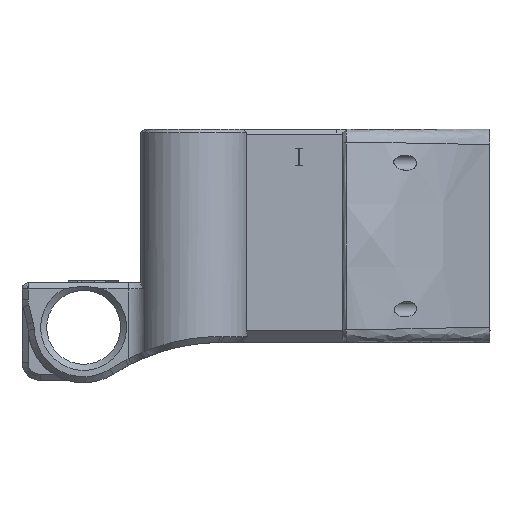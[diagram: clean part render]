
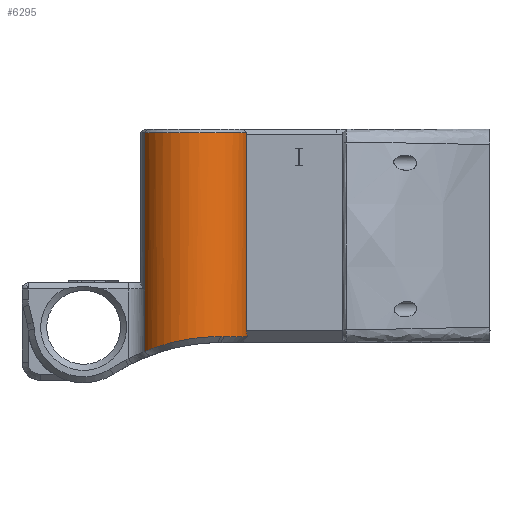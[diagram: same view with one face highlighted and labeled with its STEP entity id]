
A CAD part, left-side view. The second image highlights one B-rep face of the part: STEP entity #6295.
In plain terms, the highlighted cylindrical face has radius 9 mm (diameter 18 mm), a partial arc.
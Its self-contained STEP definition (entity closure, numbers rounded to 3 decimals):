
#36=CYLINDRICAL_SURFACE('',#6715,9.);
#134=ELLIPSE('',#6716,12.728,9.);
#135=ELLIPSE('',#6717,12.728,9.);
#239=CIRCLE('',#6699,9.);
#246=CIRCLE('',#6718,9.);
#658=LINE('',#10339,#1179);
#659=LINE('',#10344,#1180);
#660=LINE('',#10345,#1181);
#1179=VECTOR('',#7476,10.);
#1180=VECTOR('',#7481,10.);
#1181=VECTOR('',#7482,3.);
#1610=FACE_OUTER_BOUND('',#1964,.T.);
#1964=EDGE_LOOP('',(#4676,#4677,#4678,#4679,#4680,#4681,#4682,#4683,#4684,
#4685));
#2298=B_SPLINE_CURVE_WITH_KNOTS('',3,(#10157,#10158,#10159,#10160,#10161,
#10162,#10163,#10164,#10165,#10166),.UNSPECIFIED.,.F.,.F.,(4,1,1,1,1,1,
1,4),(0.909,1.109,1.309,1.51,
1.71,1.91,2.111,2.311),
 .UNSPECIFIED.);
#2300=B_SPLINE_CURVE_WITH_KNOTS('',3,(#10187,#10188,#10189,#10190),
 .UNSPECIFIED.,.F.,.F.,(4,4),(2.547,2.62),
 .UNSPECIFIED.);
#2308=B_SPLINE_CURVE_WITH_KNOTS('',3,(#10330,#10331,#10332,#10333),
 .UNSPECIFIED.,.F.,.F.,(4,4),(2.012,2.026),
 .UNSPECIFIED.);
#2745=VERTEX_POINT('',#10091);
#2748=VERTEX_POINT('',#10096);
#2749=VERTEX_POINT('',#10141);
#2752=VERTEX_POINT('',#10155);
#2769=VERTEX_POINT('',#10319);
#2770=VERTEX_POINT('',#10328);
#2771=VERTEX_POINT('',#10336);
#2772=VERTEX_POINT('',#10338);
#2773=VERTEX_POINT('',#10340);
#2774=VERTEX_POINT('',#10342);
#3462=EDGE_CURVE('',#2748,#2745,#239,.T.);
#3466=EDGE_CURVE('',#2752,#2749,#2298,.T.);
#3468=EDGE_CURVE('',#2745,#2752,#2300,.T.);
#3499=EDGE_CURVE('',#2770,#2769,#2308,.T.);
#3500=EDGE_CURVE('',#2771,#2748,#134,.F.);
#3501=EDGE_CURVE('',#2772,#2771,#658,.T.);
#3502=EDGE_CURVE('',#2773,#2772,#135,.T.);
#3503=EDGE_CURVE('',#2774,#2773,#246,.T.);
#3504=EDGE_CURVE('',#2769,#2774,#659,.F.);
#3505=EDGE_CURVE('',#2749,#2770,#660,.T.);
#4676=ORIENTED_EDGE('',*,*,#3466,.F.);
#4677=ORIENTED_EDGE('',*,*,#3468,.F.);
#4678=ORIENTED_EDGE('',*,*,#3462,.F.);
#4679=ORIENTED_EDGE('',*,*,#3500,.F.);
#4680=ORIENTED_EDGE('',*,*,#3501,.F.);
#4681=ORIENTED_EDGE('',*,*,#3502,.F.);
#4682=ORIENTED_EDGE('',*,*,#3503,.F.);
#4683=ORIENTED_EDGE('',*,*,#3504,.F.);
#4684=ORIENTED_EDGE('',*,*,#3499,.F.);
#4685=ORIENTED_EDGE('',*,*,#3505,.F.);
#6295=ADVANCED_FACE('',(#1610),#36,.T.);
#6699=AXIS2_PLACEMENT_3D('',#10100,#7423,#7424);
#6715=AXIS2_PLACEMENT_3D('',#10335,#7472,#7473);
#6716=AXIS2_PLACEMENT_3D('',#10337,#7474,#7475);
#6717=AXIS2_PLACEMENT_3D('',#10341,#7477,#7478);
#6718=AXIS2_PLACEMENT_3D('',#10343,#7479,#7480);
#7423=DIRECTION('center_axis',(0.,0.,
-1.));
#7424=DIRECTION('ref_axis',(-1.,0.,0.));
#7472=DIRECTION('center_axis',(0.,0.,
-1.));
#7473=DIRECTION('ref_axis',(-0.989,-0.147,0.));
#7474=DIRECTION('center_axis',(-0.707,0.,
-0.707));
#7475=DIRECTION('ref_axis',(0.707,0.,-0.707));
#7476=DIRECTION('',(0.,0.,-1.));
#7477=DIRECTION('center_axis',(0.707,0.,
-0.707));
#7478=DIRECTION('ref_axis',(0.707,0.,0.707));
#7479=DIRECTION('center_axis',(0.,0.,
1.));
#7480=DIRECTION('ref_axis',(-1.,0.,0.));
#7481=DIRECTION('',(0.,0.,-1.));
#7482=DIRECTION('',(0.,0.,1.));
#10091=CARTESIAN_POINT('',(-16.454,22.145,-75.732));
#10096=CARTESIAN_POINT('',(-10.488,18.311,-75.732));
#10100=CARTESIAN_POINT('Origin',(-9.,27.188,-75.732));
#10141=CARTESIAN_POINT('',(-13.116,35.191,-78.208));
#10155=CARTESIAN_POINT('',(-16.804,22.705,-75.732));
#10157=CARTESIAN_POINT('Ctrl Pts',(-16.804,22.705,-75.732));
#10158=CARTESIAN_POINT('Ctrl Pts',(-17.163,23.33,-75.732));
#10159=CARTESIAN_POINT('Ctrl Pts',(-17.74,24.69,-75.769));
#10160=CARTESIAN_POINT('Ctrl Pts',(-18.075,26.823,-75.964));
#10161=CARTESIAN_POINT('Ctrl Pts',(-17.921,28.886,-76.285));
#10162=CARTESIAN_POINT('Ctrl Pts',(-17.281,30.939,-76.741));
#10163=CARTESIAN_POINT('Ctrl Pts',(-16.183,32.735,-77.27));
#10164=CARTESIAN_POINT('Ctrl Pts',(-14.82,34.146,-77.773));
#10165=CARTESIAN_POINT('Ctrl Pts',(-13.714,34.884,-78.076));
#10166=CARTESIAN_POINT('Ctrl Pts',(-13.116,35.191,-78.208));
#10187=CARTESIAN_POINT('Ctrl Pts',(-16.454,22.145,-75.732));
#10188=CARTESIAN_POINT('Ctrl Pts',(-16.578,22.327,-75.732));
#10189=CARTESIAN_POINT('Ctrl Pts',(-16.695,22.514,-75.732));
#10190=CARTESIAN_POINT('Ctrl Pts',(-16.804,22.705,-75.732));
#10319=CARTESIAN_POINT('',(-12.997,35.251,-67.929));
#10328=CARTESIAN_POINT('',(-13.116,35.191,-67.932));
#10330=CARTESIAN_POINT('Ctrl Pts',(-13.116,35.191,-67.932));
#10331=CARTESIAN_POINT('Ctrl Pts',(-13.076,35.212,-67.932));
#10332=CARTESIAN_POINT('Ctrl Pts',(-13.036,35.232,-67.931));
#10333=CARTESIAN_POINT('Ctrl Pts',(-12.997,35.251,-67.929));
#10335=CARTESIAN_POINT('Origin',(-9.,27.188,-41.732));
#10336=CARTESIAN_POINT('',(-11.488,18.538,-74.732));
#10337=CARTESIAN_POINT('Origin',(-9.,27.188,-77.22));
#10338=CARTESIAN_POINT('',(-11.488,18.538,-42.532));
#10339=CARTESIAN_POINT('',(-11.488,18.538,-41.732));
#10340=CARTESIAN_POINT('',(-11.288,18.483,-42.332));
#10341=CARTESIAN_POINT('Origin',(-9.,27.188,-40.045));
#10342=CARTESIAN_POINT('',(-12.997,35.251,-42.332));
#10343=CARTESIAN_POINT('Origin',(-9.,27.188,-42.332));
#10344=CARTESIAN_POINT('',(-12.997,35.251,-41.732));
#10345=CARTESIAN_POINT('',(-13.116,35.191,-41.732));
